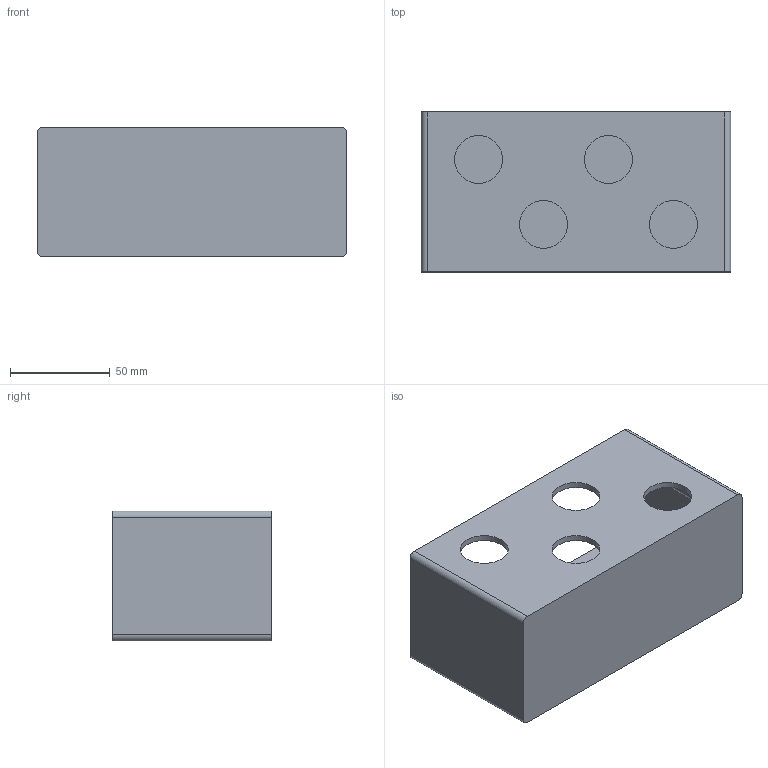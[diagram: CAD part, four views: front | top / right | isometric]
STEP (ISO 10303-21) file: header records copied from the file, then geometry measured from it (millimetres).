
FILE_DESCRIPTION(/* description */ (''),/* implementation_level */ '2;1');
FILE_NAME(/* name */ 'arcade_box_iteration3.stp',/* time_stamp */ '2025-05-14T00:38:21-04:00',/* author */ ('osmon'),/* organization */ (''),/* preprocessor_version */ 'ST-DEVELOPER v20',/* originating_system */ 'Autodesk Inventor 2025',/* authorisation */ '');
FILE_SCHEMA (('AUTOMOTIVE_DESIGN { 1 0 10303 214 3 1 1 }'));
Length unit declared in the file: millimetre
Products named in the file (1): arcade_box_iteration3
Bounding box: 155 x 80 x 65 mm (x, y, z)
Volume: 142132.8 mm3; surface area: 80955.5 mm2
Topology: 1 solids, 1 shells, 59 faces, 144 edges, 96 vertices
Faces by surface type: cylinder 32, plane 27
Full cylindrical faces by diameter (mm): 3.2 x4, 4.5 x4, 24 x8
Entity records: 1837 total; most frequent: DIRECTION 328, CARTESIAN_POINT 300, ORIENTED_EDGE 288, EDGE_CURVE 144, AXIS2_PLACEMENT_3D 124, VERTEX_POINT 96, EDGE_LOOP 84, LINE 80
